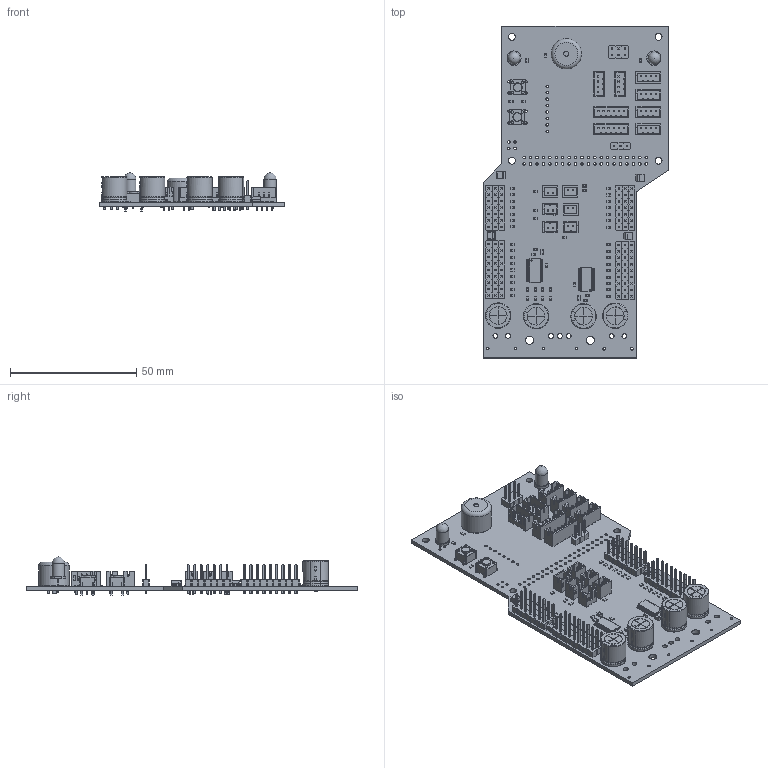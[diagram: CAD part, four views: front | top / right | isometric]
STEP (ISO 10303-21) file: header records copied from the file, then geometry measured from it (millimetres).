
FILE_DESCRIPTION(('KiCad electronic assembly'),'2;1');
FILE_NAME('robal_rpi_ioBoard.step','2024-08-12T15:09:37',('Pcbnew'),( 'Kicad'),'Open CASCADE STEP processor 7.8','KiCad to STEP converter' ,'Unknown');
FILE_SCHEMA(('AUTOMOTIVE_DESIGN { 1 0 10303 214 1 1 1 1 }'));
Length unit declared in the file: millimetre
Products named in the file (34): robal_rpi_ioBoard 1; R_0603_1608Metric; LED_0603_1608Metric; CP_EIA-3528-21_Kemet-B; CP_EIA_3528_21_Kemet_B; PinHeader_1x03_P2.54mm_Vertical; PinHeader_1x03_P254mm_Vertical; PinHeader_1x09_P2.54mm_Vertical; PinHeader_1x09_P254mm_Vertical; PinHeader_1x07_P2.54mm_Vertical; PinHeader_1x07_P254mm_Vertical; JST_PH_B4B-PH-K_1x04_P2.00mm_Vertical; JST_B4B_PH_K; LED_D5.0mm; JST_PH_B2B-PH-K_1x02_P2.00mm_Vertical; JST_B2B_PH_K; JST_PH_B6B-PH-K_1x06_P2.00mm_Vertical; JST_B6B_PH_K; C_0805_2012Metric; CP_Radial_D10.0mm_P7.50mm; CP_Radial_D100mm_P750mm; PinHeader_2x03_P2.54mm_Vertical; PinHeader_2x03_P254mm_Vertical; Buzzer_12x9.5RM7.6; Buzzer_12x95RM76; SW_PUSH_6mm; TSSOP-28_4.4x9.7mm_P0.65mm; TSSOP_28_44x97mm_P065mm; robal_rpi_ioBoard_PCB
Assembly tree (119 placements, depth 3):
  robal_rpi_ioBoard 1
    R_0603_1608Metric  x53
      R_0603_1608Metric
    LED_0603_1608Metric  x4
      LED_0603_1608Metric
    CP_EIA-3528-21_Kemet-B  x4
      CP_EIA_3528_21_Kemet_B
    PinHeader_1x03_P2.54mm_Vertical
      PinHeader_1x03_P254mm_Vertical
    PinHeader_1x09_P2.54mm_Vertical  x6
      PinHeader_1x09_P254mm_Vertical
    PinHeader_1x07_P2.54mm_Vertical  x6
      PinHeader_1x07_P254mm_Vertical
    JST_PH_B4B-PH-K_1x04_P2.00mm_Vertical  x6
      JST_B4B_PH_K
    LED_D5.0mm  x2
      LED_D5.0mm
    JST_PH_B2B-PH-K_1x02_P2.00mm_Vertical  x6
      JST_B2B_PH_K
    JST_PH_B6B-PH-K_1x06_P2.00mm_Vertical  x2
      JST_B6B_PH_K
    C_0805_2012Metric  x2
      C_0805_2012Metric
    CP_Radial_D10.0mm_P7.50mm  x4
      CP_Radial_D100mm_P750mm
    PinHeader_2x03_P2.54mm_Vertical
      PinHeader_2x03_P254mm_Vertical
    Buzzer_12x9.5RM7.6
      Buzzer_12x95RM76
    SW_PUSH_6mm  x2
      SW_PUSH_6mm
    TSSOP-28_4.4x9.7mm_P0.65mm  x2
      TSSOP_28_44x97mm_P065mm
    robal_rpi_ioBoard_PCB
Bounding box: 73.25 x 131.25 x 15.1 mm (x, y, z)
Volume: 21528.3 mm3; surface area: 32660.4 mm2
Topology: 103 solids, 107 shells, 7873 faces, 20260 edges, 12928 vertices
Faces by surface type: plane 6527, cylinder 1154, bspline 160, revolution 16, torus 14, sphere 2
Full cylindrical faces by diameter (mm): 0.5 x2, 0.7 x8, 0.75 x48, 0.9 x6, 1 x137, 1.016 x44, 1.1 x8, 1.9 x7, 2 x1, 2.75 x4, 3.2 x2, 3.5 x2, 4.9 x2, 12 x1
Entity records: 79952 total; most frequent: CARTESIAN_POINT 13197, ORIENTED_EDGE 10906, DIRECTION 10618, EDGE_CURVE 5453, LINE 4422, VECTOR 4422, VERTEX_POINT 3483, AXIS2_PLACEMENT_3D 3096
